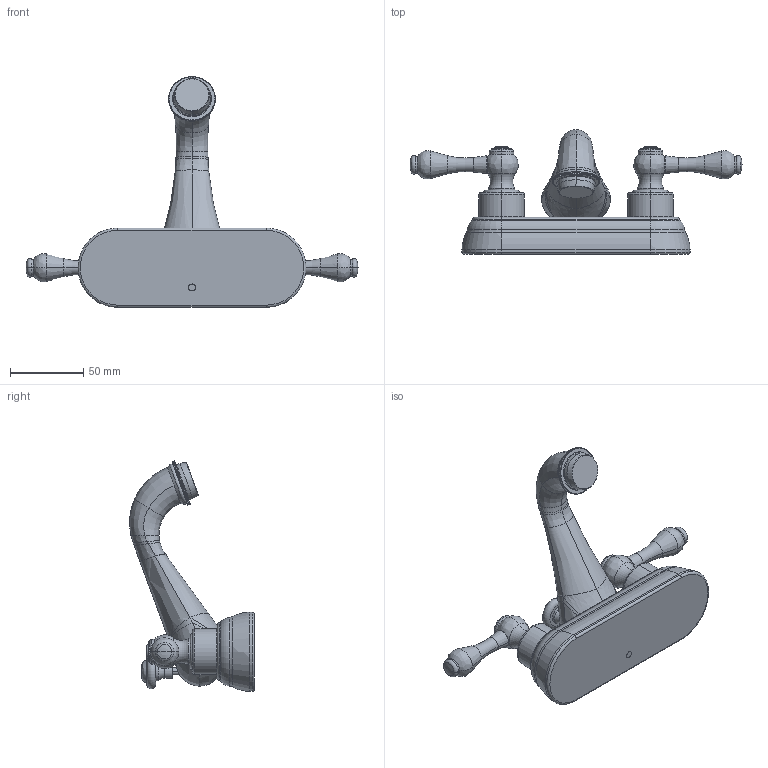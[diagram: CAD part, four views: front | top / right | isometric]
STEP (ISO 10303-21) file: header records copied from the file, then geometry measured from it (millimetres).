
FILE_DESCRIPTION((''),'2;1');
FILE_NAME('7001_WEB','2010-11-09T',('project'),(''),'PRO/ENGINEER BY PARAMETRIC TECHNOLOGY CORPORATION, 2009300','PRO/ENGINEER BY PARAMETRIC TECHNOLOGY CORPORATION, 2009300','');
FILE_SCHEMA(('CONFIG_CONTROL_DESIGN'));
Length unit declared in the file: inch
Products named in the file (1): 7001_WEB
Bounding box: 226.72 x 85.16 x 157.54 mm (x, y, z)
Surface area: 56104.8 mm2 (no closed solid volume)
Topology: 0 solids, 21 shells, 441 faces, 1157 edges, 731 vertices
Faces by surface type: plane 181, cylinder 128, bspline 58, torus 56, cone 14, sphere 4
Entity records: 15883 total; most frequent: CARTESIAN_POINT 5211, ORIENTED_EDGE 2228, DIRECTION 2192, EDGE_CURVE 1151, AXIS2_PLACEMENT_3D 779, VERTEX_POINT 731, VECTOR 634, LINE 634
